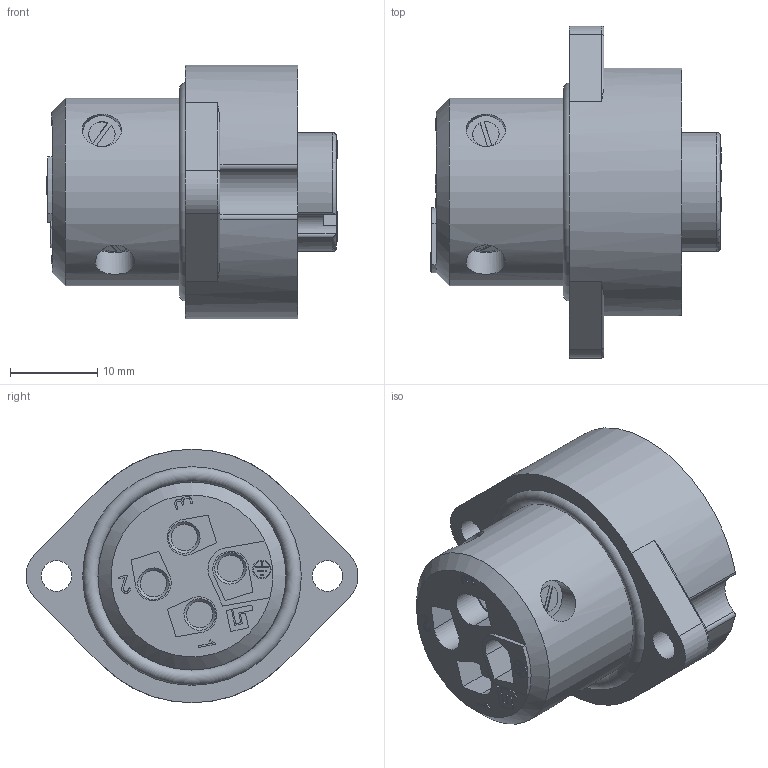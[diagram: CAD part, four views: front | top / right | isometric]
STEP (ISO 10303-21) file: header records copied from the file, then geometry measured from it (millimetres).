
FILE_DESCRIPTION(/* description */ (''),/* implementation_level */ '2;1');
FILE_NAME(/* name */ '09_4224_00_04_001_01.stp',/* time_stamp */ '2016-05-31T08:08:54+02:00',/* author */ (''),/* organization */ (''),/* preprocessor_version */ 'ST-DEVELOPER v14',/* originating_system */ 'SIEMENS PLM Software NX 8.0',/* authorisation */ '');
FILE_SCHEMA (('AUTOMOTIVE_DESIGN { 1 0 10303 214 3 1 1 1 }'));
Length unit declared in the file: millimetre
Products named in the file (1): cerl08ACC02B12cc
Bounding box: 33.2 x 37.97 x 29 mm (x, y, z)
Volume: 11982.5 mm3; surface area: 6898.3 mm2
Topology: 1 solids, 9 shells, 364 faces, 867 edges, 562 vertices
Faces by surface type: plane 214, cylinder 68, cone 53, extrusion 24, torus 5
Full cylindrical faces by diameter (mm): 1.47 x1, 2.1 x5, 2.15 x4, 3 x4, 3.45 x4, 3.5 x2, 4.5 x4, 13.6 x1, 18 x1, 21.5 x1, 21.564 x1
Entity records: 11258 total; most frequent: CARTESIAN_POINT 3154, DIRECTION 1645, ORIENTED_EDGE 1584, EDGE_CURVE 792, AXIS2_PLACEMENT_3D 616, VERTEX_POINT 538, EDGE_LOOP 456, VECTOR 413
